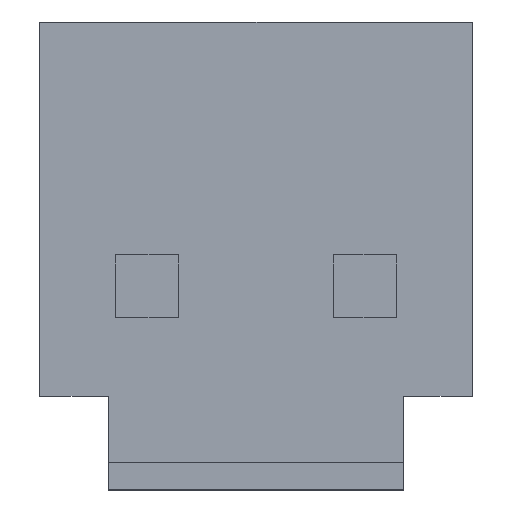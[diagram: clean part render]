
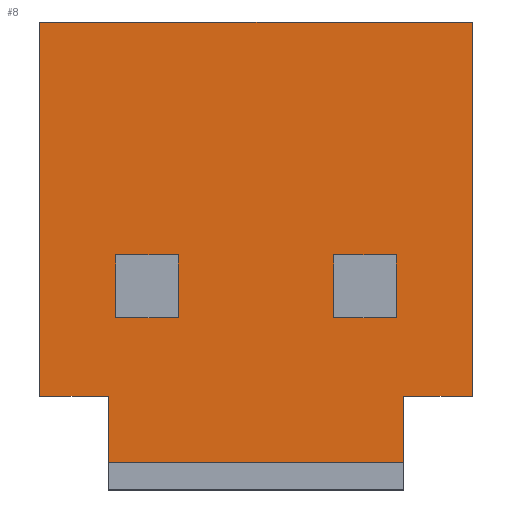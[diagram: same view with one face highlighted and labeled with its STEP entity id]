
A CAD part, front view. The second image highlights one B-rep face of the part: STEP entity #8.
In plain terms, the highlighted planar face has unit normal (0, -1, 0).
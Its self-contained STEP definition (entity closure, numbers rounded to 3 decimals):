
#1 = ORIENTED_EDGE ( 'NONE', *, *, #2, .T. ) ;
#2 = EDGE_CURVE ( 'NONE', #12, #1300, #763, .T. ) ;
#3 = ORIENTED_EDGE ( 'NONE', *, *, #4, .T. ) ;
#4 = EDGE_CURVE ( 'NONE', #1287, #1289, #797, .T. ) ;
#5 = ORIENTED_EDGE ( 'NONE', *, *, #72, .T. ) ;
#8 = ADVANCED_FACE ( 'NONE', ( #777, #776, #775 ), #762, .T. ) ;
#9 = ORIENTED_EDGE ( 'NONE', *, *, #10, .T. ) ;
#10 = EDGE_CURVE ( 'NONE', #1268, #15, #767, .T. ) ;
#12 = VERTEX_POINT ( 'NONE', #1193 ) ;
#13 = ORIENTED_EDGE ( 'NONE', *, *, #14, .T. ) ;
#14 = EDGE_CURVE ( 'NONE', #15, #12, #1198, .T. ) ;
#15 = VERTEX_POINT ( 'NONE', #1160 ) ;
#22 = ORIENTED_EDGE ( 'NONE', *, *, #23, .F. ) ;
#23 = EDGE_CURVE ( 'NONE', #24, #74, #1169, .T. ) ;
#24 = VERTEX_POINT ( 'NONE', #1177 ) ;
#59 = VERTEX_POINT ( 'NONE', #1155 ) ;
#60 = ORIENTED_EDGE ( 'NONE', *, *, #63, .F. ) ;
#61 = VERTEX_POINT ( 'NONE', #1154 ) ;
#62 = ORIENTED_EDGE ( 'NONE', *, *, #64, .F. ) ;
#63 = EDGE_CURVE ( 'NONE', #73, #59, #1152, .T. ) ;
#64 = EDGE_CURVE ( 'NONE', #59, #61, #1153, .T. ) ;
#65 = EDGE_CURVE ( 'NONE', #66, #80, #1220, .T. ) ;
#66 = VERTEX_POINT ( 'NONE', #1216 ) ;
#67 = ORIENTED_EDGE ( 'NONE', *, *, #68, .T. ) ;
#68 = EDGE_CURVE ( 'NONE', #66, #61, #1140, .T. ) ;
#69 = VERTEX_POINT ( 'NONE', #1136 ) ;
#70 = ORIENTED_EDGE ( 'NONE', *, *, #71, .T. ) ;
#71 = EDGE_CURVE ( 'NONE', #69, #1269, #1135, .T. ) ;
#72 = EDGE_CURVE ( 'NONE', #73, #74, #1131, .T. ) ;
#73 = VERTEX_POINT ( 'NONE', #1127 ) ;
#74 = VERTEX_POINT ( 'NONE', #1126 ) ;
#75 = ORIENTED_EDGE ( 'NONE', *, *, #76, .T. ) ;
#76 = EDGE_CURVE ( 'NONE', #24, #77, #1125, .T. ) ;
#77 = VERTEX_POINT ( 'NONE', #1121 ) ;
#78 = ORIENTED_EDGE ( 'NONE', *, *, #79, .T. ) ;
#79 = EDGE_CURVE ( 'NONE', #77, #80, #1083, .T. ) ;
#80 = VERTEX_POINT ( 'NONE', #1094 ) ;
#81 = ORIENTED_EDGE ( 'NONE', *, *, #65, .F. ) ;
#82 = EDGE_LOOP ( 'NONE', ( #13, #1, #1301, #9 ) ) ;
#517 = CARTESIAN_POINT ( 'NONE',  ( 1.41, 0., 0.02 ) ) ;
#518 = CARTESIAN_POINT ( 'NONE',  ( -1.41, 0., 0.02 ) ) ;
#519 = DIRECTION ( 'NONE',  ( 1., 0., 0. ) ) ;
#520 = VECTOR ( 'NONE', #519, 1000. ) ;
#521 = CARTESIAN_POINT ( 'NONE',  ( -3.93, 0., 0.02 ) ) ;
#522 = LINE ( 'NONE', #521, #520 ) ;
#559 = DIRECTION ( 'NONE',  ( 1., 0., 0. ) ) ;
#560 = VECTOR ( 'NONE', #559, 1000. ) ;
#561 = CARTESIAN_POINT ( 'NONE',  ( -3.93, 0., 0.02 ) ) ;
#562 = LINE ( 'NONE', #561, #560 ) ;
#613 = CARTESIAN_POINT ( 'NONE',  ( 2.55, 0., -1.12 ) ) ;
#614 = DIRECTION ( 'NONE',  ( -1., 0., 0. ) ) ;
#615 = VECTOR ( 'NONE', #614, 1000. ) ;
#616 = CARTESIAN_POINT ( 'NONE',  ( -3.93, 0., -1.12 ) ) ;
#617 = LINE ( 'NONE', #616, #615 ) ;
#618 = CARTESIAN_POINT ( 'NONE',  ( 2.55, 0., 0.02 ) ) ;
#629 = CARTESIAN_POINT ( 'NONE',  ( -2.55, 0., 0.02 ) ) ;
#760 = CARTESIAN_POINT ( 'NONE',  ( -3.93, 0., 4.25 ) ) ;
#761 = AXIS2_PLACEMENT_3D ( 'NONE', #760, #774, #773 ) ;
#762 = PLANE ( 'NONE',  #761 ) ;
#763 = LINE ( 'NONE', #772, #786 ) ;
#764 = DIRECTION ( 'NONE',  ( 0., 0., -1. ) ) ;
#765 = VECTOR ( 'NONE', #771, 1000. ) ;
#766 = CARTESIAN_POINT ( 'NONE',  ( -1.41, 0., 4.25 ) ) ;
#767 = LINE ( 'NONE', #766, #765 ) ;
#771 = DIRECTION ( 'NONE',  ( 0., 0., -1. ) ) ;
#772 = CARTESIAN_POINT ( 'NONE',  ( -2.55, 0., 4.25 ) ) ;
#773 = DIRECTION ( 'NONE',  ( -1., 0., 0. ) ) ;
#774 = DIRECTION ( 'NONE',  ( 0., -1., 0. ) ) ;
#775 = FACE_BOUND ( 'NONE', #82, .T. ) ;
#776 = FACE_OUTER_BOUND ( 'NONE', #1277, .T. ) ;
#777 = FACE_BOUND ( 'NONE', #1296, .T. ) ;
#782 = VECTOR ( 'NONE', #764, 1000. ) ;
#786 = VECTOR ( 'NONE', #790, 1000. ) ;
#790 = DIRECTION ( 'NONE',  ( 0., 0., 1. ) ) ;
#793 = CARTESIAN_POINT ( 'NONE',  ( 2.55, 0., 4.25 ) ) ;
#797 = LINE ( 'NONE', #793, #782 ) ;
#1080 = CARTESIAN_POINT ( 'NONE',  ( -3.93, 0., -3.75 ) ) ;
#1083 = LINE ( 'NONE', #1080, #1093 ) ;
#1093 = VECTOR ( 'NONE', #1095, 1000. ) ;
#1094 = CARTESIAN_POINT ( 'NONE',  ( 2.68, 0., -3.75 ) ) ;
#1095 = DIRECTION ( 'NONE',  ( 1., 0., 0. ) ) ;
#1119 = DIRECTION ( 'NONE',  ( -1., 0., 0. ) ) ;
#1120 = VECTOR ( 'NONE', #1119, 1000. ) ;
#1121 = CARTESIAN_POINT ( 'NONE',  ( -2.68, 0., -3.75 ) ) ;
#1122 = DIRECTION ( 'NONE',  ( 0., 0., -1. ) ) ;
#1123 = VECTOR ( 'NONE', #1122, 1000. ) ;
#1124 = CARTESIAN_POINT ( 'NONE',  ( -2.68, 0., -3.75 ) ) ;
#1125 = LINE ( 'NONE', #1124, #1123 ) ;
#1126 = CARTESIAN_POINT ( 'NONE',  ( -3.93, 0., -2.55 ) ) ;
#1127 = CARTESIAN_POINT ( 'NONE',  ( -3.93, 0., 4.25 ) ) ;
#1128 = DIRECTION ( 'NONE',  ( 0., 0., -1. ) ) ;
#1129 = VECTOR ( 'NONE', #1128, 1000. ) ;
#1130 = CARTESIAN_POINT ( 'NONE',  ( -3.93, 0., 4.25 ) ) ;
#1131 = LINE ( 'NONE', #1130, #1129 ) ;
#1132 = DIRECTION ( 'NONE',  ( 0., 0., 1. ) ) ;
#1133 = VECTOR ( 'NONE', #1132, 1000. ) ;
#1134 = CARTESIAN_POINT ( 'NONE',  ( 1.41, 0., 4.25 ) ) ;
#1135 = LINE ( 'NONE', #1134, #1133 ) ;
#1136 = CARTESIAN_POINT ( 'NONE',  ( 1.41, 0., -1.12 ) ) ;
#1137 = DIRECTION ( 'NONE',  ( 1., 0., 0. ) ) ;
#1138 = VECTOR ( 'NONE', #1137, 1000. ) ;
#1139 = CARTESIAN_POINT ( 'NONE',  ( 2.68, 0., -2.55 ) ) ;
#1140 = LINE ( 'NONE', #1139, #1138 ) ;
#1149 = DIRECTION ( 'NONE',  ( 1., 0., 0. ) ) ;
#1150 = VECTOR ( 'NONE', #1149, 1000. ) ;
#1151 = CARTESIAN_POINT ( 'NONE',  ( -3.93, 0., 4.25 ) ) ;
#1152 = LINE ( 'NONE', #1151, #1150 ) ;
#1153 = LINE ( 'NONE', #1223, #1222 ) ;
#1154 = CARTESIAN_POINT ( 'NONE',  ( 3.93, 0., -2.55 ) ) ;
#1155 = CARTESIAN_POINT ( 'NONE',  ( 3.93, 0., 4.25 ) ) ;
#1160 = CARTESIAN_POINT ( 'NONE',  ( -1.41, 0., -1.12 ) ) ;
#1169 = LINE ( 'NONE', #1176, #1120 ) ;
#1176 = CARTESIAN_POINT ( 'NONE',  ( -2.68, 0., -2.55 ) ) ;
#1177 = CARTESIAN_POINT ( 'NONE',  ( -2.68, 0., -2.55 ) ) ;
#1178 = CARTESIAN_POINT ( 'NONE',  ( -3.93, 0., -1.12 ) ) ;
#1193 = CARTESIAN_POINT ( 'NONE',  ( -2.55, 0., -1.12 ) ) ;
#1198 = LINE ( 'NONE', #1178, #1203 ) ;
#1203 = VECTOR ( 'NONE', #1207, 1000. ) ;
#1207 = DIRECTION ( 'NONE',  ( -1., 0., 0. ) ) ;
#1216 = CARTESIAN_POINT ( 'NONE',  ( 2.68, 0., -2.55 ) ) ;
#1217 = DIRECTION ( 'NONE',  ( 0., 0., -1. ) ) ;
#1218 = VECTOR ( 'NONE', #1217, 1000. ) ;
#1219 = CARTESIAN_POINT ( 'NONE',  ( 2.68, 0., -3.75 ) ) ;
#1220 = LINE ( 'NONE', #1219, #1218 ) ;
#1221 = DIRECTION ( 'NONE',  ( 0., 0., -1. ) ) ;
#1222 = VECTOR ( 'NONE', #1221, 1000. ) ;
#1223 = CARTESIAN_POINT ( 'NONE',  ( 3.93, 0., 4.25 ) ) ;
#1267 = EDGE_CURVE ( 'NONE', #1300, #1268, #522, .T. ) ;
#1268 = VERTEX_POINT ( 'NONE', #518 ) ;
#1269 = VERTEX_POINT ( 'NONE', #517 ) ;
#1276 = ORIENTED_EDGE ( 'NONE', *, *, #1278, .T. ) ;
#1277 = EDGE_LOOP ( 'NONE', ( #5, #22, #75, #78, #81, #67, #62, #60 ) ) ;
#1278 = EDGE_CURVE ( 'NONE', #1269, #1287, #562, .T. ) ;
#1287 = VERTEX_POINT ( 'NONE', #618 ) ;
#1288 = EDGE_CURVE ( 'NONE', #1289, #69, #617, .T. ) ;
#1289 = VERTEX_POINT ( 'NONE', #613 ) ;
#1296 = EDGE_LOOP ( 'NONE', ( #1298, #70, #1276, #3 ) ) ;
#1298 = ORIENTED_EDGE ( 'NONE', *, *, #1288, .T. ) ;
#1300 = VERTEX_POINT ( 'NONE', #629 ) ;
#1301 = ORIENTED_EDGE ( 'NONE', *, *, #1267, .T. ) ;
